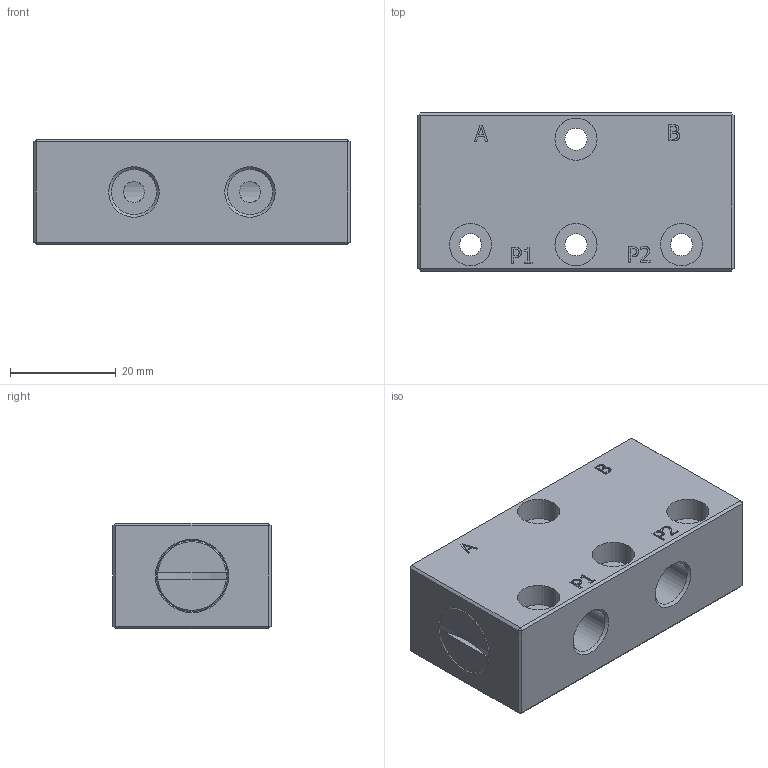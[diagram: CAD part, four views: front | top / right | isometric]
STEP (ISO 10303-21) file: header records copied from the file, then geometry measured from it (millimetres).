
FILE_DESCRIPTION(/* description */ (''),/* implementation_level */ '2;1');
FILE_NAME(/* name */ 'VALVOLA.stp',/* time_stamp */ '2019-08-19T15:28:55+02:00',/* author */ ('Tecnico'),/* organization */ (''),/* preprocessor_version */ 'ST-DEVELOPER v17',/* originating_system */ 'Autodesk Inventor 2019',/* authorisation */ '');
FILE_SCHEMA (('AUTOMOTIVE_DESIGN { 1 0 10303 214 3 1 1 }'));
Length unit declared in the file: millimetre
Products named in the file (3): VALVOLA CLIENTE; CORPO; TAPPO
Assembly tree (3 placements, depth 2):
  VALVOLA CLIENTE
    CORPO
    TAPPO  x2
Bounding box: 60 x 30 x 20 mm (x, y, z)
Volume: 27179.8 mm3; surface area: 14017.4 mm2
Topology: 3 solids, 3 shells, 251 faces, 644 edges, 436 vertices
Faces by surface type: plane 126, cylinder 51, bspline 42, cone 32
Full cylindrical faces by diameter (mm): 3 x4, 4 x4, 4.2 x4, 4.917 x2, 5 x2, 7.8 x2, 8 x4, 8.5 x2, 8.566 x4, 9.5 x2, 9.8 x2, 10 x1, 10.7 x2, 10.8 x2, 11.8 x4, 12 x2, 13.459 x2, 14 x2, 14.6 x2
Entity records: 7342 total; most frequent: CARTESIAN_POINT 1941, ORIENTED_EDGE 1134, DIRECTION 988, EDGE_CURVE 567, VERTEX_POINT 385, AXIS2_PLACEMENT_3D 335, LINE 318, VECTOR 318
